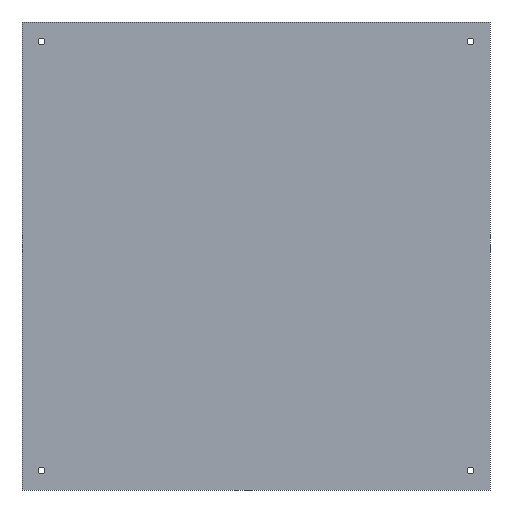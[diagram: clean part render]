
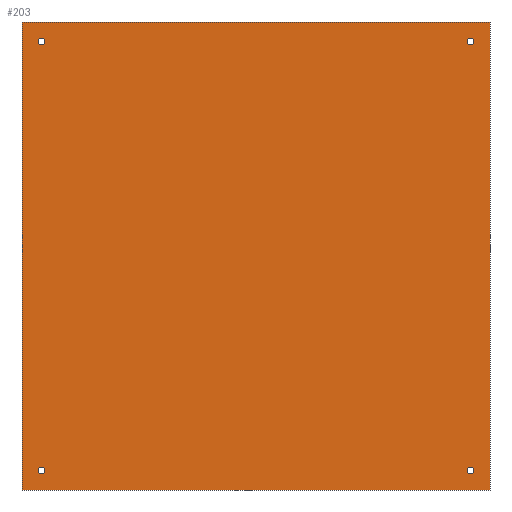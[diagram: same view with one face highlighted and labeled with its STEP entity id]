
A CAD part, front view. The second image highlights one B-rep face of the part: STEP entity #203.
In plain terms, the highlighted planar face has unit normal (0, -1, 0).
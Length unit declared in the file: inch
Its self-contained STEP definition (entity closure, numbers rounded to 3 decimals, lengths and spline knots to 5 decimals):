
#1 = CARTESIAN_POINT ( 'NONE',  ( 9.625, -0.08, -9.625 ) ) ;
#2 = EDGE_CURVE ( 'NONE', #82, #82, #332, .T. ) ;
#4 = ORIENTED_EDGE ( 'NONE', *, *, #138, .T. ) ;
#8 = DIRECTION ( 'NONE',  ( 0., 0., 1. ) ) ;
#9 = VECTOR ( 'NONE', #209, 39.37008 ) ;
#17 = FACE_OUTER_BOUND ( 'NONE', #160, .T. ) ;
#20 = CARTESIAN_POINT ( 'NONE',  ( 9.625, -0.08, 9.625 ) ) ;
#29 = CARTESIAN_POINT ( 'NONE',  ( -10.5, -0.08, 10.5 ) ) ;
#31 = CARTESIAN_POINT ( 'NONE',  ( -10.5, -0.08, -10.5 ) ) ;
#34 = VERTEX_POINT ( 'NONE', #236 ) ;
#35 = DIRECTION ( 'NONE',  ( -1., 0., 0. ) ) ;
#47 = LINE ( 'NONE', #63, #121 ) ;
#52 = ORIENTED_EDGE ( 'NONE', *, *, #263, .F. ) ;
#63 = CARTESIAN_POINT ( 'NONE',  ( 10.5, -0.08, -10.5 ) ) ;
#65 = ORIENTED_EDGE ( 'NONE', *, *, #220, .F. ) ;
#67 = LINE ( 'NONE', #347, #175 ) ;
#73 = AXIS2_PLACEMENT_3D ( 'NONE', #183, #112, #323 ) ;
#77 = CARTESIAN_POINT ( 'NONE',  ( 0., -0.08, 0. ) ) ;
#81 = ORIENTED_EDGE ( 'NONE', *, *, #234, .F. ) ;
#82 = VERTEX_POINT ( 'NONE', #159 ) ;
#87 = FACE_BOUND ( 'NONE', #228, .T. ) ;
#88 = EDGE_CURVE ( 'NONE', #277, #187, #156, .T. ) ;
#90 = ORIENTED_EDGE ( 'NONE', *, *, #2, .T. ) ;
#112 = DIRECTION ( 'NONE',  ( 0., 1., 0. ) ) ;
#121 = VECTOR ( 'NONE', #35, 39.37008 ) ;
#124 = DIRECTION ( 'NONE',  ( 0., 1., 0. ) ) ;
#131 = CARTESIAN_POINT ( 'NONE',  ( -9.625, -0.08, -9.469 ) ) ;
#138 = EDGE_CURVE ( 'NONE', #229, #229, #147, .T. ) ;
#146 = LINE ( 'NONE', #29, #9 ) ;
#147 = CIRCLE ( 'NONE', #298, 0.156 ) ;
#151 = DIRECTION ( 'NONE',  ( 0., 0., 1. ) ) ;
#156 = LINE ( 'NONE', #259, #199 ) ;
#157 = CARTESIAN_POINT ( 'NONE',  ( 9.625, -0.08, -9.469 ) ) ;
#158 = AXIS2_PLACEMENT_3D ( 'NONE', #20, #198, #226 ) ;
#159 = CARTESIAN_POINT ( 'NONE',  ( 9.625, -0.08, 9.781 ) ) ;
#160 = EDGE_LOOP ( 'NONE', ( #52, #81, #65, #190 ) ) ;
#166 = AXIS2_PLACEMENT_3D ( 'NONE', #77, #214, #8 ) ;
#175 = VECTOR ( 'NONE', #328, 39.37008 ) ;
#176 = AXIS2_PLACEMENT_3D ( 'NONE', #296, #322, #301 ) ;
#178 = VERTEX_POINT ( 'NONE', #253 ) ;
#183 = CARTESIAN_POINT ( 'NONE',  ( -9.625, -0.08, 9.625 ) ) ;
#187 = VERTEX_POINT ( 'NONE', #254 ) ;
#190 = ORIENTED_EDGE ( 'NONE', *, *, #88, .F. ) ;
#198 = DIRECTION ( 'NONE',  ( 0., 1., 0. ) ) ;
#199 = VECTOR ( 'NONE', #151, 39.37008 ) ;
#203 = ADVANCED_FACE ( 'NONE', ( #87, #304, #211, #307, #17 ), #318, .F. ) ;
#206 = DIRECTION ( 'NONE',  ( 0., 0., 1. ) ) ;
#209 = DIRECTION ( 'NONE',  ( 1., 0., 0. ) ) ;
#210 = CIRCLE ( 'NONE', #73, 0.156 ) ;
#211 = FACE_BOUND ( 'NONE', #329, .T. ) ;
#212 = CARTESIAN_POINT ( 'NONE',  ( 10.5, -0.08, 10.5 ) ) ;
#214 = DIRECTION ( 'NONE',  ( 0., 1., 0. ) ) ;
#216 = ORIENTED_EDGE ( 'NONE', *, *, #310, .T. ) ;
#220 = EDGE_CURVE ( 'NONE', #187, #270, #146, .T. ) ;
#226 = DIRECTION ( 'NONE',  ( 0., 0., 1. ) ) ;
#228 = EDGE_LOOP ( 'NONE', ( #241 ) ) ;
#229 = VERTEX_POINT ( 'NONE', #157 ) ;
#234 = EDGE_CURVE ( 'NONE', #270, #178, #67, .T. ) ;
#236 = CARTESIAN_POINT ( 'NONE',  ( -9.625, -0.08, 9.781 ) ) ;
#241 = ORIENTED_EDGE ( 'NONE', *, *, #295, .T. ) ;
#253 = CARTESIAN_POINT ( 'NONE',  ( 10.5, -0.08, -10.5 ) ) ;
#254 = CARTESIAN_POINT ( 'NONE',  ( -10.5, -0.08, 10.5 ) ) ;
#259 = CARTESIAN_POINT ( 'NONE',  ( -10.5, -0.08, -10.5 ) ) ;
#263 = EDGE_CURVE ( 'NONE', #178, #277, #47, .T. ) ;
#270 = VERTEX_POINT ( 'NONE', #212 ) ;
#277 = VERTEX_POINT ( 'NONE', #31 ) ;
#278 = VERTEX_POINT ( 'NONE', #131 ) ;
#285 = EDGE_LOOP ( 'NONE', ( #4 ) ) ;
#295 = EDGE_CURVE ( 'NONE', #278, #278, #340, .T. ) ;
#296 = CARTESIAN_POINT ( 'NONE',  ( -9.625, -0.08, -9.625 ) ) ;
#298 = AXIS2_PLACEMENT_3D ( 'NONE', #1, #124, #206 ) ;
#301 = DIRECTION ( 'NONE',  ( 0., 0., 1. ) ) ;
#303 = EDGE_LOOP ( 'NONE', ( #216 ) ) ;
#304 = FACE_BOUND ( 'NONE', #303, .T. ) ;
#307 = FACE_BOUND ( 'NONE', #285, .T. ) ;
#310 = EDGE_CURVE ( 'NONE', #34, #34, #210, .T. ) ;
#318 = PLANE ( 'NONE',  #166 ) ;
#322 = DIRECTION ( 'NONE',  ( 0., 1., 0. ) ) ;
#323 = DIRECTION ( 'NONE',  ( 0., 0., 1. ) ) ;
#328 = DIRECTION ( 'NONE',  ( 0., 0., -1. ) ) ;
#329 = EDGE_LOOP ( 'NONE', ( #90 ) ) ;
#332 = CIRCLE ( 'NONE', #158, 0.156 ) ;
#340 = CIRCLE ( 'NONE', #176, 0.156 ) ;
#347 = CARTESIAN_POINT ( 'NONE',  ( 10.5, -0.08, 10.5 ) ) ;
